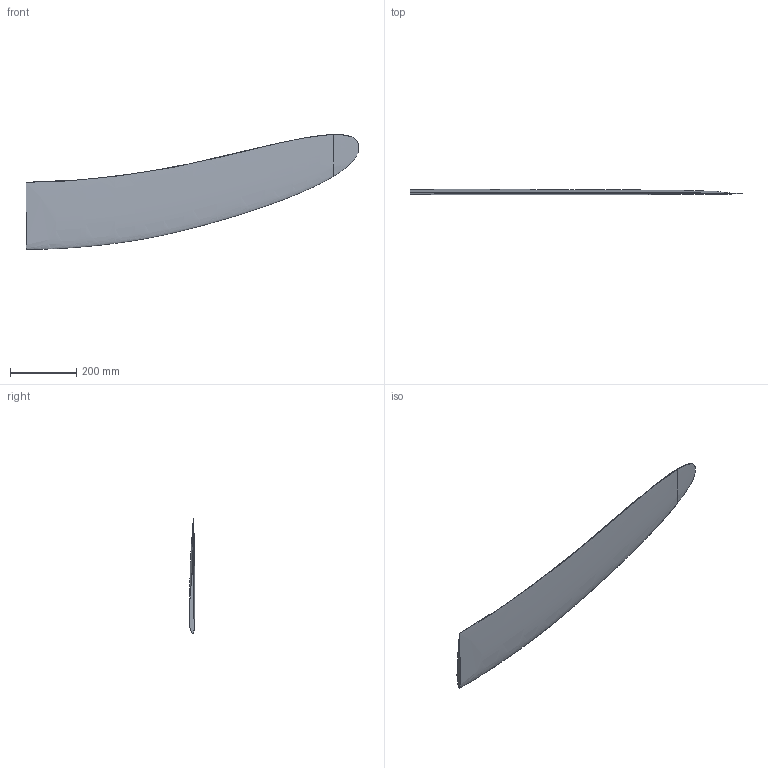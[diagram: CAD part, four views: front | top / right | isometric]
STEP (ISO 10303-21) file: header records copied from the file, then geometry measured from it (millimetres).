
FILE_DESCRIPTION (( 'STEP AP214' ), '1' );
FILE_NAME ('Open Wing Clean Volume.STEP', '2022-04-04T08:51:14', ( '' ), ( '' ), 'SwSTEP 2.0', 'SolidWorks 2020', '' );
FILE_SCHEMA (( 'AUTOMOTIVE_DESIGN' ));
Length unit declared in the file: millimetre
Products named in the file (1): Open Wing Clean Volume
Bounding box: 1000 x 16.63 x 345.99 mm (x, y, z)
Volume: 1821714.6 mm3; surface area: 370536 mm2
Topology: 1 solids, 1 shells, 7 faces, 14 edges, 9 vertices
Faces by surface type: bspline 5, plane 2
Entity records: 9579 total; most frequent: CARTESIAN_POINT 9433, ORIENTED_EDGE 28, EDGE_CURVE 14, B_SPLINE_CURVE_WITH_KNOTS 11, DIRECTION 9, VERTEX_POINT 9, EDGE_LOOP 7, FACE_OUTER_BOUND 7
